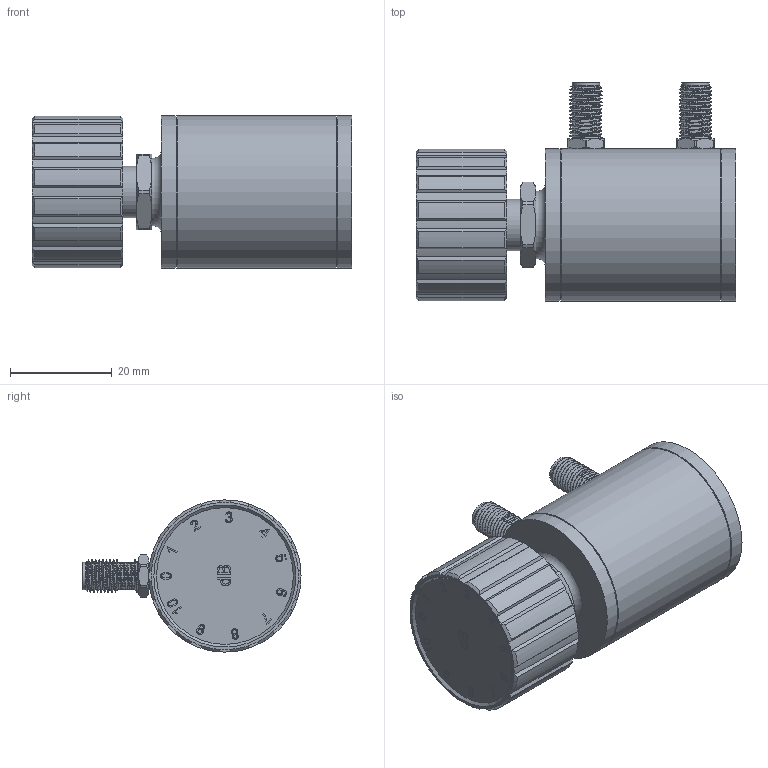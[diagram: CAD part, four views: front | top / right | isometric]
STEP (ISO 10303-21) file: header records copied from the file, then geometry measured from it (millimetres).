
FILE_DESCRIPTION (( 'STEP AP203' ), '1' );
FILE_NAME ('SA3710SMA_3D.step', '2022-04-15T17:54:44', ( '' ), ( '' ), 'SwSTEP 2.0', 'SolidWorks 2021', '' );
FILE_SCHEMA (( 'CONFIG_CONTROL_DESIGN' ));
Products named in the file (1): SA3710SMA_3D
Bounding box: 62.99 x 42.96 x 30 mm (x, y, z)
Volume: 40299.8 mm3; surface area: 9387.8 mm2
Topology: 1 solids, 1 shells, 513 faces, 1318 edges, 850 vertices
Faces by surface type: bspline 183, plane 168, cylinder 84, cone 77, torus 1
Full cylindrical faces by diameter (mm): 0.94 x2, 1.27 x2, 4.572 x2, 5.385 x2, 10.126 x1, 29.316 x1, 29.517 x1, 30 x3
Entity records: 49329 total; most frequent: CARTESIAN_POINT 38673, ORIENTED_EDGE 2580, DIRECTION 1558, EDGE_CURVE 1290, VERTEX_POINT 846, EDGE_LOOP 580, AXIS2_PLACEMENT_3D 549, FACE_OUTER_BOUND 528
